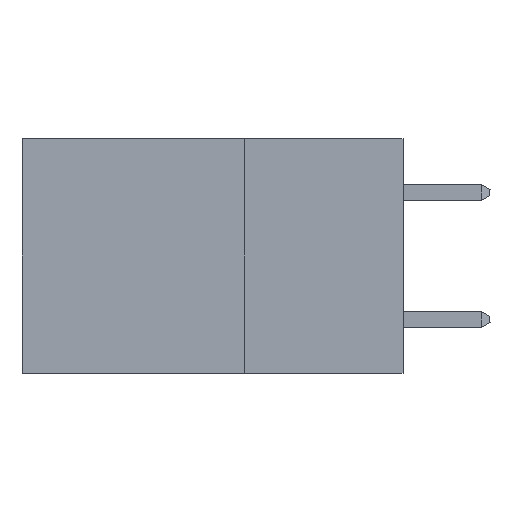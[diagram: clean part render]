
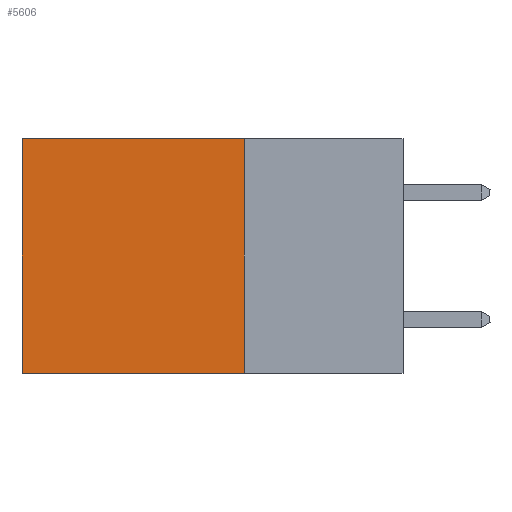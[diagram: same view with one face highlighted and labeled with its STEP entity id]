
A CAD part, left-side view. The second image highlights one B-rep face of the part: STEP entity #5606.
In plain terms, the highlighted planar face has unit normal (-1, 0, 0).
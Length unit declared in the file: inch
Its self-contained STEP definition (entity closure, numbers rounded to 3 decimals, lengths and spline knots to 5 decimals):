
#164 = CARTESIAN_POINT ( 'NONE',  ( 0.2875, 0.25, 0. ) ) ;
#278 = DIRECTION ( 'NONE',  ( 0., 0., -1. ) ) ;
#458 = LINE ( 'NONE', #16243, #16308 ) ;
#1719 = CARTESIAN_POINT ( 'NONE',  ( 0.2875, 0.25, 0. ) ) ;
#3206 = DIRECTION ( 'NONE',  ( 0., 0., -1. ) ) ;
#3517 = CARTESIAN_POINT ( 'NONE',  ( 0.2875, 0.25, -0.37 ) ) ;
#5003 = ORIENTED_EDGE ( 'NONE', *, *, #10459, .T. ) ;
#5606 = ADVANCED_FACE ( 'NONE', ( #6851 ), #14743, .F. ) ;
#5651 = CARTESIAN_POINT ( 'NONE',  ( 0.2875, 0.6, -0.37 ) ) ;
#6719 = VERTEX_POINT ( 'NONE', #15941 ) ;
#6851 = FACE_OUTER_BOUND ( 'NONE', #15920, .T. ) ;
#6987 = DIRECTION ( 'NONE',  ( 0., 0., -1. ) ) ;
#7122 = LINE ( 'NONE', #10445, #12779 ) ;
#7207 = DIRECTION ( 'NONE',  ( 0., 1., 0. ) ) ;
#8043 = VERTEX_POINT ( 'NONE', #5651 ) ;
#8296 = CARTESIAN_POINT ( 'NONE',  ( 0.2875, 0.25, 0. ) ) ;
#8448 = VECTOR ( 'NONE', #6987, 39.37008 ) ;
#8844 = LINE ( 'NONE', #12071, #8448 ) ;
#9208 = ORIENTED_EDGE ( 'NONE', *, *, #13216, .F. ) ;
#9970 = VECTOR ( 'NONE', #14529, 39.37008 ) ;
#10332 = AXIS2_PLACEMENT_3D ( 'NONE', #8296, #10889, #3206 ) ;
#10445 = CARTESIAN_POINT ( 'NONE',  ( 0.2875, 0.25, 0. ) ) ;
#10459 = EDGE_CURVE ( 'NONE', #12171, #6719, #16436, .T. ) ;
#10889 = DIRECTION ( 'NONE',  ( 1., 0., 0. ) ) ;
#11443 = VERTEX_POINT ( 'NONE', #3517 ) ;
#12071 = CARTESIAN_POINT ( 'NONE',  ( 0.2875, 0.6, 0. ) ) ;
#12171 = VERTEX_POINT ( 'NONE', #164 ) ;
#12779 = VECTOR ( 'NONE', #278, 39.37008 ) ;
#13099 = EDGE_CURVE ( 'NONE', #6719, #8043, #8844, .T. ) ;
#13216 = EDGE_CURVE ( 'NONE', #11443, #8043, #458, .T. ) ;
#13457 = ORIENTED_EDGE ( 'NONE', *, *, #15982, .F. ) ;
#14529 = DIRECTION ( 'NONE',  ( 0., 1., 0. ) ) ;
#14743 = PLANE ( 'NONE',  #10332 ) ;
#15920 = EDGE_LOOP ( 'NONE', ( #16617, #9208, #13457, #5003 ) ) ;
#15941 = CARTESIAN_POINT ( 'NONE',  ( 0.2875, 0.6, 0. ) ) ;
#15982 = EDGE_CURVE ( 'NONE', #12171, #11443, #7122, .T. ) ;
#16243 = CARTESIAN_POINT ( 'NONE',  ( 0.2875, 0.25, -0.37 ) ) ;
#16308 = VECTOR ( 'NONE', #7207, 39.37008 ) ;
#16436 = LINE ( 'NONE', #1719, #9970 ) ;
#16617 = ORIENTED_EDGE ( 'NONE', *, *, #13099, .T. ) ;
